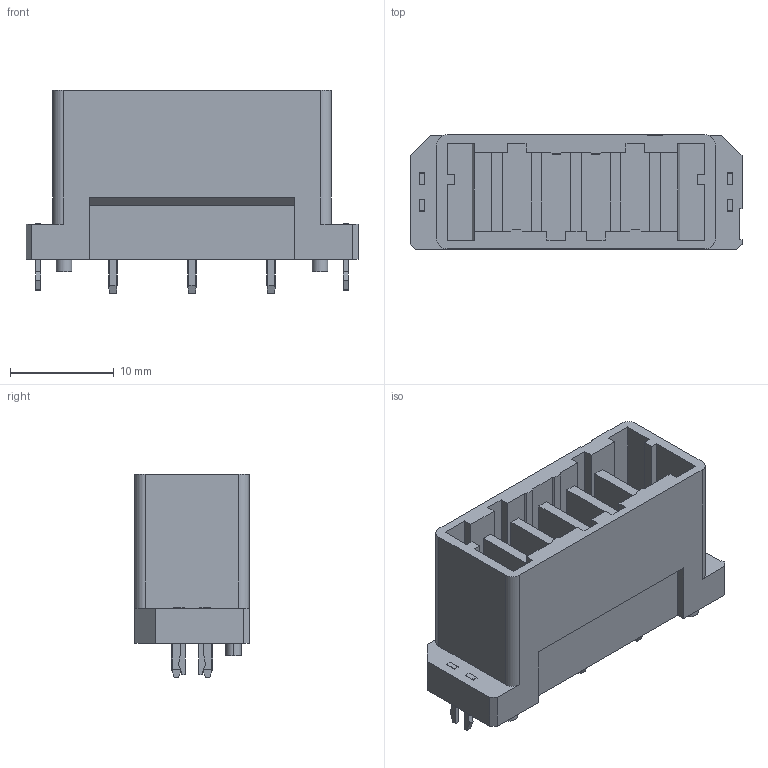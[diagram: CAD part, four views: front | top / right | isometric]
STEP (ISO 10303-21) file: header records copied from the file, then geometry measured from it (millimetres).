
FILE_DESCRIPTION(('Creo Elements/Direct Modeling STEP Export'),'2;1');
FILE_NAME('FX30B-3S-7.62DSA.stp','2015-08-05T 9:11:34',(''),(''),'Creo Elements/Direct Modeling STEP processor for AP214 (Solid Model)','Creo Elements/Direct Modeling 18.1E 22-Nov-2013 (C) Parametric Technology GmbH','');
FILE_SCHEMA(('AUTOMOTIVE_DESIGN { 1 0 10303 214 1 1 1 1 }'));
Length unit declared in the file: millimetre
Products named in the file (1): FX30B-3S-7.62DSA
Bounding box: 31.99 x 11 x 19.6 mm (x, y, z)
Volume: 3106.2 mm3; surface area: 3337.2 mm2
Topology: 1 solids, 1 shells, 250 faces, 693 edges, 462 vertices
Faces by surface type: plane 238, cylinder 12
Entity records: 7843 total; most frequent: CARTESIAN_POINT 1402, ORIENTED_EDGE 1386, DIRECTION 1211, EDGE_CURVE 693, VECTOR 669, LINE 669, VERTEX_POINT 462, AXIS2_PLACEMENT_3D 271
